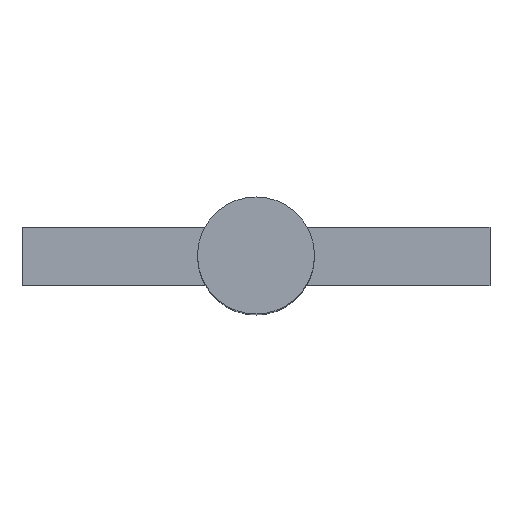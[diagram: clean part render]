
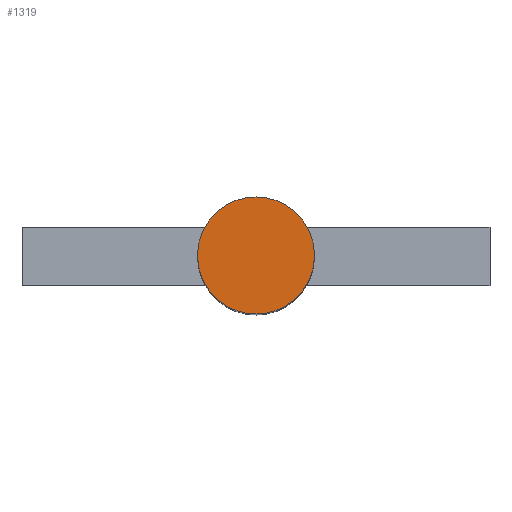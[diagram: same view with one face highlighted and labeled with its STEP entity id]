
A CAD part, top view. The second image highlights one B-rep face of the part: STEP entity #1319.
In plain terms, the highlighted planar face has unit normal (0, 0, 1).
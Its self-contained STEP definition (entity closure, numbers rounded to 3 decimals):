
#128 = CYLINDRICAL_SURFACE('',#129,10.);
#129 = AXIS2_PLACEMENT_3D('',#130,#131,#132);
#130 = CARTESIAN_POINT('',(0.,0.,102.5));
#131 = DIRECTION('',(-0.,-0.,-1.));
#132 = DIRECTION('',(1.,0.,0.));
#571 = VERTEX_POINT('',#572);
#572 = CARTESIAN_POINT('',(10.,0.,202.5));
#593 = EDGE_CURVE('',#571,#571,#594,.T.);
#594 = SURFACE_CURVE('',#595,(#600,#607),.PCURVE_S1.);
#595 = CIRCLE('',#596,10.);
#596 = AXIS2_PLACEMENT_3D('',#597,#598,#599);
#597 = CARTESIAN_POINT('',(0.,0.,202.5));
#598 = DIRECTION('',(0.,0.,1.));
#599 = DIRECTION('',(1.,0.,0.));
#600 = PCURVE('',#128,#601);
#601 = DEFINITIONAL_REPRESENTATION('',(#602),#606);
#602 = LINE('',#603,#604);
#603 = CARTESIAN_POINT('',(-0.,-100.));
#604 = VECTOR('',#605,1.);
#605 = DIRECTION('',(-1.,0.));
#606 = ( GEOMETRIC_REPRESENTATION_CONTEXT(2) 
PARAMETRIC_REPRESENTATION_CONTEXT() REPRESENTATION_CONTEXT('2D SPACE',''
  ) );
#607 = PCURVE('',#608,#613);
#608 = PLANE('',#609);
#609 = AXIS2_PLACEMENT_3D('',#610,#611,#612);
#610 = CARTESIAN_POINT('',(0.,0.,202.5)
  );
#611 = DIRECTION('',(0.,0.,1.));
#612 = DIRECTION('',(1.,0.,-0.));
#613 = DEFINITIONAL_REPRESENTATION('',(#614),#618);
#614 = CIRCLE('',#615,10.);
#615 = AXIS2_PLACEMENT_2D('',#616,#617);
#616 = CARTESIAN_POINT('',(0.,0.));
#617 = DIRECTION('',(1.,0.));
#618 = ( GEOMETRIC_REPRESENTATION_CONTEXT(2) 
PARAMETRIC_REPRESENTATION_CONTEXT() REPRESENTATION_CONTEXT('2D SPACE',''
  ) );
#1319 = ADVANCED_FACE('',(#1320),#608,.T.);
#1320 = FACE_BOUND('',#1321,.T.);
#1321 = EDGE_LOOP('',(#1322));
#1322 = ORIENTED_EDGE('',*,*,#593,.T.);
